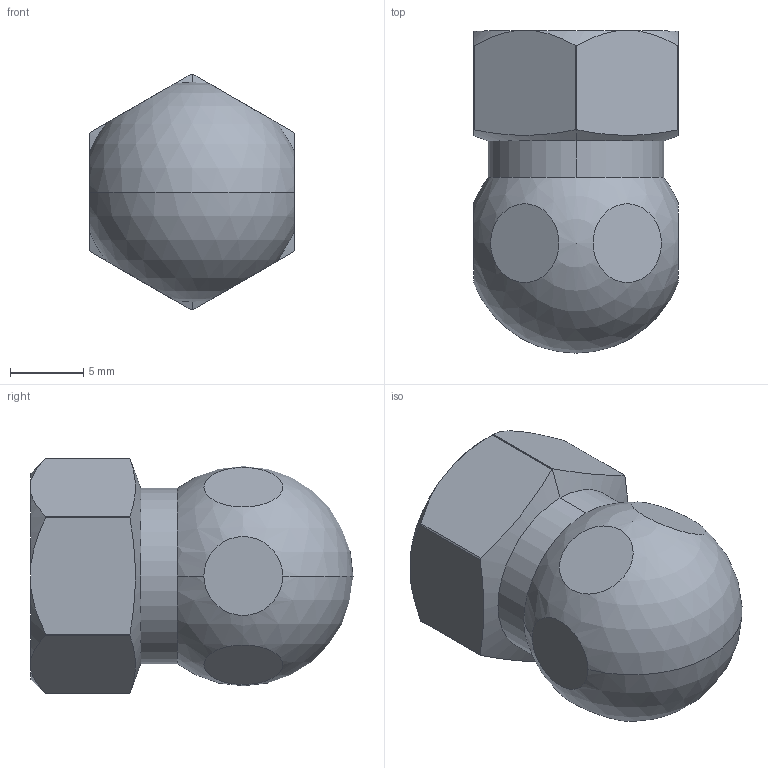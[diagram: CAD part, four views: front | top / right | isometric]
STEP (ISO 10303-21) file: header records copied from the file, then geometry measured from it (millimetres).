
FILE_DESCRIPTION (( 'STEP AP214' ), '1' );
FILE_NAME ('098dsw14m06m.STEP', '2014-08-12T07:29:53', ( '' ), ( '' ), 'SwSTEP 2.0', 'SolidWorks 2014', '' );
FILE_SCHEMA (( 'AUTOMOTIVE_DESIGN' ));
Length unit declared in the file: millimetre
Products named in the file (1): 098dsw14m06m
Bounding box: 14 x 22 x 16.1 mm (x, y, z)
Volume: 2839.8 mm3; surface area: 1405.3 mm2
Topology: 1 solids, 1 shells, 37 faces, 105 edges, 69 vertices
Faces by surface type: plane 13, cylinder 11, cone 11, sphere 2
Entity records: 1312 total; most frequent: CARTESIAN_POINT 332, DIRECTION 202, ORIENTED_EDGE 190, EDGE_CURVE 95, AXIS2_PLACEMENT_3D 87, VERTEX_POINT 65, CIRCLE 49, EDGE_LOOP 42
